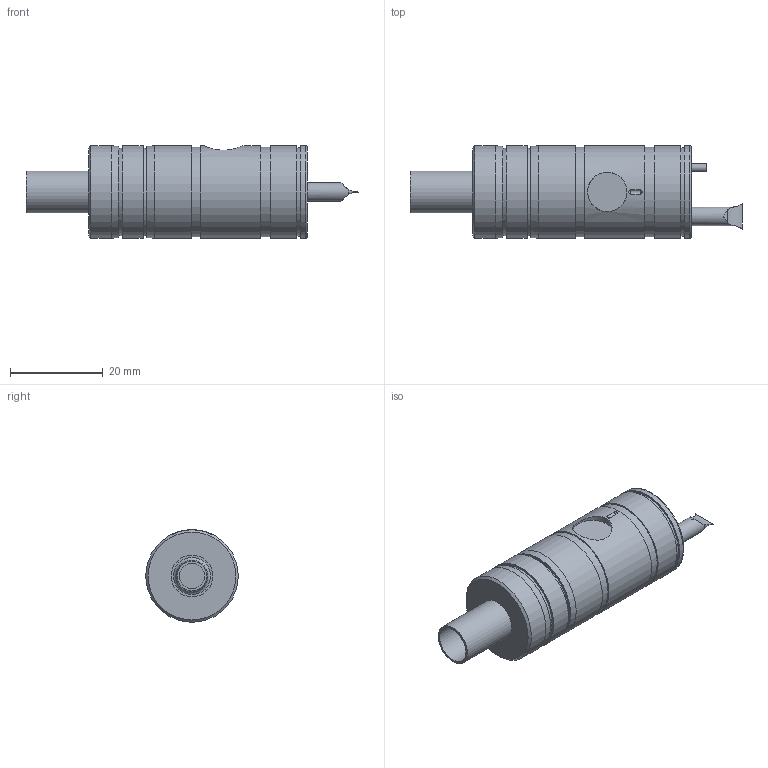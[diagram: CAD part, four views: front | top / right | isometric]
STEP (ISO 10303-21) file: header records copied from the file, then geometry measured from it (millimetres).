
FILE_DESCRIPTION((''),'2;1');
FILE_NAME('mcbl25b30x70cr','2018-06-04T10:12:39+02:00',(''),(''),'Schott Systeme STEP Preprocessor 3.60.20.0603','Pictures by PC 3.X','');
FILE_SCHEMA(('CONFIG_CONTROL_DESIGN'));
Length unit declared in the file: millimetre
Products named in the file (1): MCBL25B-30x70Cr
Bounding box: 71.7 x 19.96 x 19.96 mm (x, y, z)
Volume: 14436.7 mm3; surface area: 5386.5 mm2
Topology: 1 solids, 1 shells, 62 faces, 119 edges, 82 vertices
Faces by surface type: cylinder 26, plane 23, cone 7, torus 4, sphere 2
Full cylindrical faces by diameter (mm): 1.6 x1, 4.012 x1, 5.435 x1, 6.2 x3, 6.8 x4, 8 x1, 8.5 x1, 9 x1, 19.4 x2, 19.965 x6
Entity records: 1324 total; most frequent: CARTESIAN_POINT 396, ORIENTED_EDGE 152, EDGE_LOOP 115, FACE_BOUND 115, AXIS2_PLACEMENT_3D 101, VERTEX_POINT 76, EDGE_CURVE 76, ADVANCED_FACE 62
